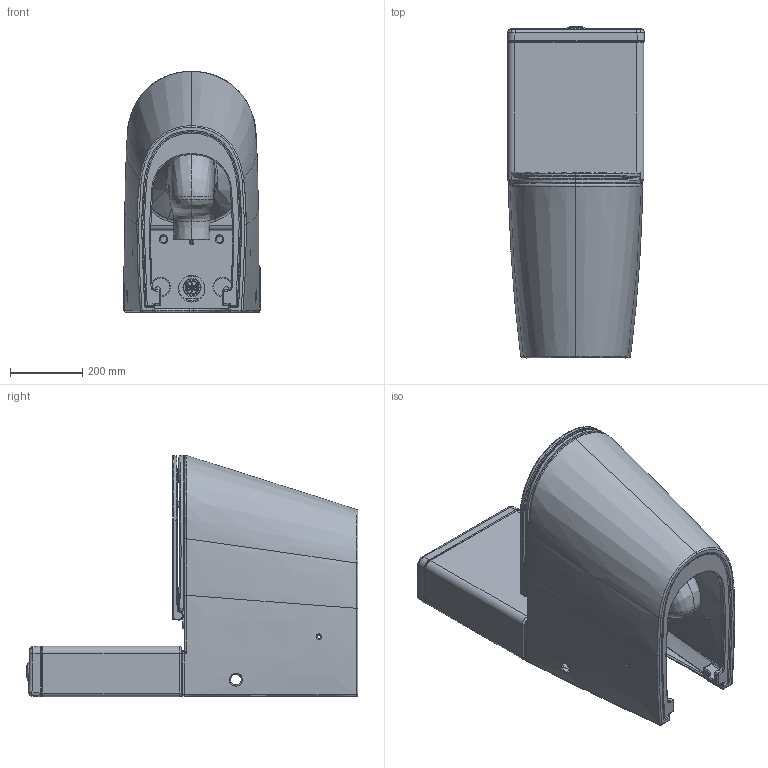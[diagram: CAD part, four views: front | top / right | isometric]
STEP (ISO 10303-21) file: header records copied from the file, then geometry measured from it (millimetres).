
FILE_DESCRIPTION (( 'STEP AP203' ), '1' );
FILE_NAME ('S27A311851.STEP', '2025-05-19T06:58:03', ( '' ), ( '' ), 'SwSTEP 2.0', 'SolidWorks 2021', '' );
FILE_SCHEMA (( 'CONFIG_CONTROL_DESIGN' ));
Length unit declared in the file: millimetre
Products named in the file (10): S27R308709_1_Predeterminado; S27R308722_1_Predeterminado; S27R308722_2_Predeterminado; S27R308722_Predeterminado; S27R308709_2_Predeterminado; S27A311851; CPN00026ZXC_Predeterminado; S27R311852; S27R308709_Predeterminado; S27R308722_3_Predeterminado
Assembly tree (10 placements, depth 3):
  S27A311851
    S27R311852
    S27R308709_Predeterminado
      S27R308709_1_Predeterminado
      S27R308709_2_Predeterminado
    S27R308722_Predeterminado
      S27R308722_3_Predeterminado  x2
      S27R308722_2_Predeterminado
      S27R308722_1_Predeterminado
    CPN00026ZXC_Predeterminado
Bounding box: 380.4 x 921.35 x 669.98 mm (x, y, z)
Volume: 22706641.1 mm3; surface area: 4199964.2 mm2
Topology: 20 solids, 20 shells, 1251 faces, 2955 edges, 1735 vertices
Faces by surface type: bspline 572, cylinder 335, plane 186, torus 136, sphere 18, cone 4
Entity records: 121429 total; most frequent: CARTESIAN_POINT 96000, ORIENTED_EDGE 5836, DIRECTION 4084, EDGE_CURVE 2918, VERTEX_POINT 1725, AXIS2_PLACEMENT_3D 1712, EDGE_LOOP 1293, ADVANCED_FACE 1242
